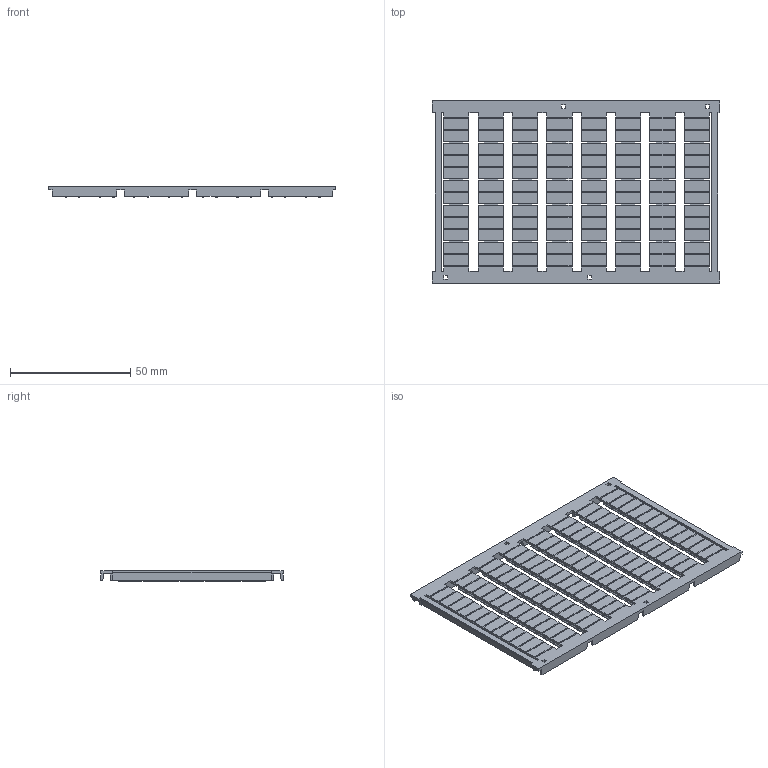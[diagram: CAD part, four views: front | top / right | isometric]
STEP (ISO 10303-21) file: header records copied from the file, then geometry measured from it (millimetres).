
FILE_DESCRIPTION(('SolidDesigner STEP Export'),'2;1');
FILE_NAME('0818108_UC_TM_5-select.stp','2013-03-06T11:20:38',(''),(''),'Creo Elements/Direct Modeling STEP processor for AP214 (Solid Model)','Creo Elements/Direct Modeling 18.1 06-May-2012 (C) Parametric Technology GmbH','');
FILE_SCHEMA(('AUTOMOTIVE_DESIGN { 1 0 10303 214 1 1 1 1 }'));
Products named in the file (2): 0818108_UC_TM_5-select
Assembly tree (1 placements, depth 2):
  0818108_UC_TM_5-select
    0818108_UC_TM_5-select
Bounding box: 119.5 x 75.9 x 4.3 mm (x, y, z)
Volume: 10361.5 mm3; surface area: 27015.2 mm2
Topology: 1 solids, 1 shells, 3463 faces, 9876 edges, 6590 vertices
Faces by surface type: plane 2306, cylinder 1157
Entity records: 135898 total; most frequent: ORIENTED_EDGE 19752, CARTESIAN_POINT 18934, DIRECTION 17520, EDGE_CURVE 9876, VECTOR 7168, LINE 7168, VERTEX_POINT 6590, AXIS2_PLACEMENT_3D 5176
